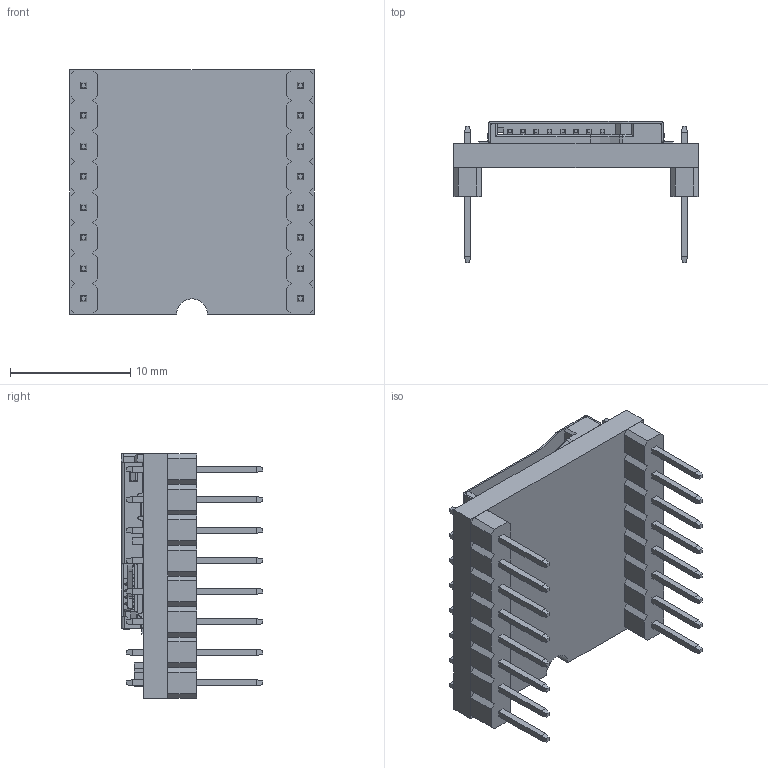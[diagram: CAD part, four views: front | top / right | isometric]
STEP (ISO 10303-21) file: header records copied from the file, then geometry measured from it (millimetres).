
FILE_DESCRIPTION (( 'STEP AP214' ), '1' );
FILE_NAME ('DFR0299.STEP', '2024-05-13T12:27:30', ( '' ), ( '' ), 'SwSTEP 2.0', 'SolidWorks 2016', '' );
FILE_SCHEMA (( 'AUTOMOTIVE_DESIGN' ));
Length unit declared in the file: millimetre
Products named in the file (1): DFR0299
Bounding box: 20.32 x 11.75 x 20.32 mm (x, y, z)
Volume: 1270.4 mm3; surface area: 3303.4 mm2
Topology: 74 solids, 74 shells, 1400 faces, 3642 edges, 2373 vertices
Faces by surface type: plane 1158, cylinder 234, torus 4, bspline 2, cone 2
Entity records: 44590 total; most frequent: CARTESIAN_POINT 9306, ORIENTED_EDGE 7284, DIRECTION 6620, EDGE_CURVE 3642, LINE 3144, VECTOR 3144, VERTEX_POINT 2373, AXIS2_PLACEMENT_3D 1738
